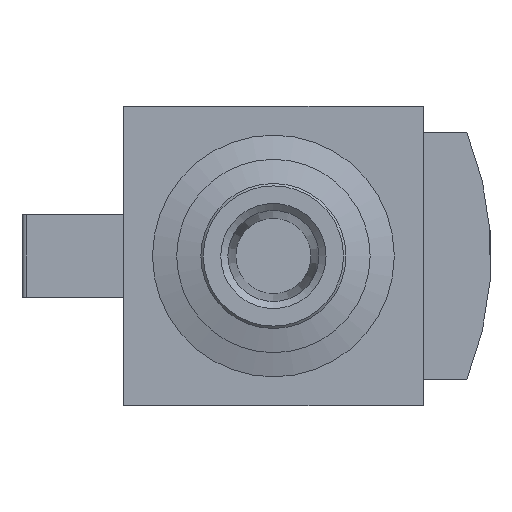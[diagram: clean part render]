
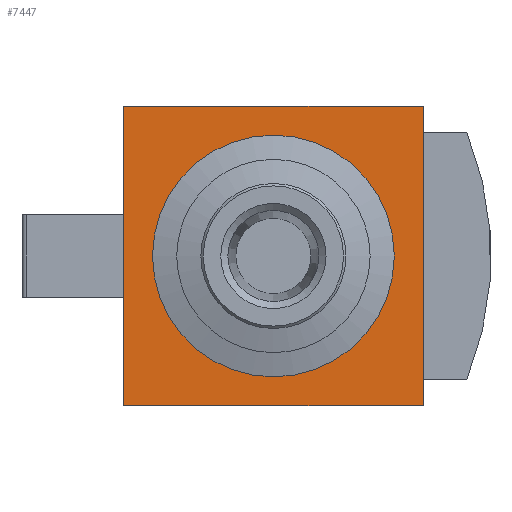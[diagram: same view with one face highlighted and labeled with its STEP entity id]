
A CAD part, front view. The second image highlights one B-rep face of the part: STEP entity #7447.
In plain terms, the highlighted planar face has unit normal (0, -1, 0).
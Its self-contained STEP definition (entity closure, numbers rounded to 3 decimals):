
#175=PLANE('',#7839);
#575=LINE('',#10437,#1149);
#583=LINE('',#10452,#1157);
#599=LINE('',#10482,#1173);
#639=LINE('',#10573,#1213);
#1149=VECTOR('',#8657,1000.);
#1157=VECTOR('',#8667,1000.);
#1173=VECTOR('',#8685,1000.);
#1213=VECTOR('',#8763,1000.);
#1509=CIRCLE('',#7840,25.);
#2331=ORIENTED_EDGE('',*,*,#3584,.F.);
#2332=ORIENTED_EDGE('',*,*,#3452,.F.);
#2333=ORIENTED_EDGE('',*,*,#3444,.F.);
#2334=ORIENTED_EDGE('',*,*,#3468,.F.);
#2335=ORIENTED_EDGE('',*,*,#3517,.F.);
#3444=EDGE_CURVE('',#4100,#4101,#575,.T.);
#3452=EDGE_CURVE('',#4101,#4107,#583,.T.);
#3468=EDGE_CURVE('',#4119,#4100,#599,.T.);
#3517=EDGE_CURVE('',#4107,#4119,#639,.T.);
#3584=EDGE_CURVE('',#4193,#4193,#1509,.F.);
#4100=VERTEX_POINT('',#10436);
#4101=VERTEX_POINT('',#10438);
#4107=VERTEX_POINT('',#10453);
#4119=VERTEX_POINT('',#10481);
#4193=VERTEX_POINT('',#10709);
#4515=EDGE_LOOP('',(#2331));
#4516=EDGE_LOOP('',(#2332,#2333,#2334,#2335));
#4885=FACE_BOUND('',#4515,.T.);
#4886=FACE_BOUND('',#4516,.T.);
#7447=ADVANCED_FACE('',(#4885,#4886),#175,.F.);
#7839=AXIS2_PLACEMENT_3D('',#10707,#8895,#8896);
#7840=AXIS2_PLACEMENT_3D('',#10708,#8897,#8898);
#8657=DIRECTION('',(-1.,0.,0.));
#8667=DIRECTION('',(0.,0.,1.));
#8685=DIRECTION('',(0.,0.,-1.));
#8763=DIRECTION('',(1.,0.,0.));
#8895=DIRECTION('',(0.,1.,0.));
#8896=DIRECTION('',(0.,0.,1.));
#8897=DIRECTION('',(0.,1.,0.));
#8898=DIRECTION('',(0.,0.,1.));
#10436=CARTESIAN_POINT('',(31.,-45.,-31.));
#10437=CARTESIAN_POINT('',(31.,-45.,-31.));
#10438=CARTESIAN_POINT('',(-31.,-45.,-31.));
#10452=CARTESIAN_POINT('',(-31.,-45.,-31.));
#10453=CARTESIAN_POINT('',(-31.,-45.,31.));
#10481=CARTESIAN_POINT('',(31.,-45.,31.));
#10482=CARTESIAN_POINT('',(31.,-45.,31.));
#10573=CARTESIAN_POINT('',(-31.,-45.,31.));
#10707=CARTESIAN_POINT('',(0.,-45.,0.));
#10708=CARTESIAN_POINT('',(0.,-45.,0.));
#10709=CARTESIAN_POINT('',(0.,-45.,25.));
